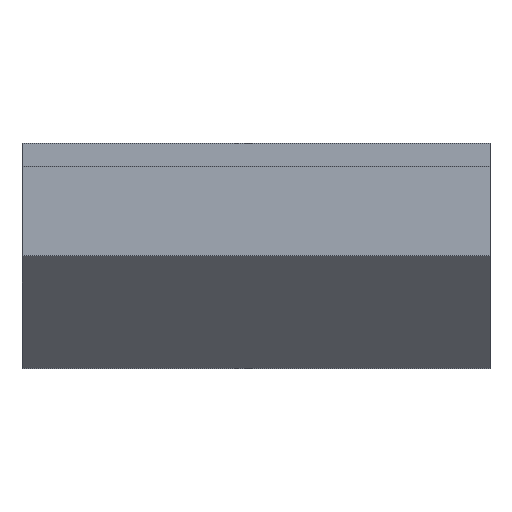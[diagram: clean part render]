
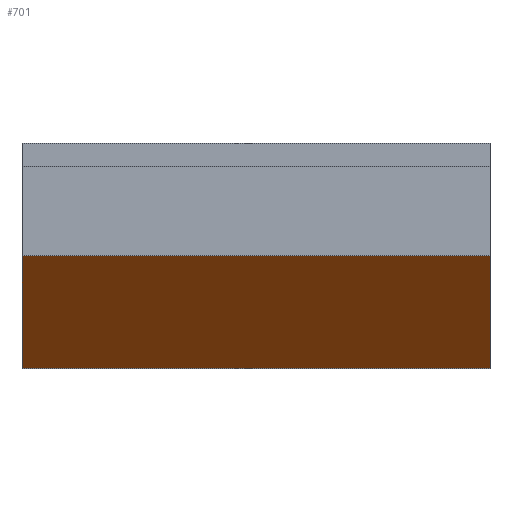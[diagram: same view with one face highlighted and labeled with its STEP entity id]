
A CAD part, top view. The second image highlights one B-rep face of the part: STEP entity #701.
In plain terms, the highlighted planar face has unit normal (0, -0.707, 0.707).
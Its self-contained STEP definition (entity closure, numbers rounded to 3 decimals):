
#484 = VERTEX_POINT('',#485);
#485 = CARTESIAN_POINT('',(0.,0.,7.1));
#492 = PLANE('',#493);
#493 = AXIS2_PLACEMENT_3D('',#494,#495,#496);
#494 = CARTESIAN_POINT('',(0.,0.,0.));
#495 = DIRECTION('',(1.,0.,0.));
#496 = DIRECTION('',(0.,0.,1.));
#504 = PLANE('',#505);
#505 = AXIS2_PLACEMENT_3D('',#506,#507,#508);
#506 = CARTESIAN_POINT('',(0.,0.,0.));
#507 = DIRECTION('',(0.,1.,0.));
#508 = DIRECTION('',(0.,0.,1.));
#573 = VERTEX_POINT('',#574);
#574 = CARTESIAN_POINT('',(0.,2.4,9.5));
#588 = PLANE('',#589);
#589 = AXIS2_PLACEMENT_3D('',#590,#591,#592);
#590 = CARTESIAN_POINT('',(0.,0.,9.5));
#591 = DIRECTION('',(0.,0.,1.));
#592 = DIRECTION('',(1.,0.,0.));
#600 = EDGE_CURVE('',#484,#573,#601,.T.);
#601 = SURFACE_CURVE('',#602,(#606,#613),.PCURVE_S1.);
#602 = LINE('',#603,#604);
#603 = CARTESIAN_POINT('',(0.,-1.175,5.925));
#604 = VECTOR('',#605,1.);
#605 = DIRECTION('',(-0.,0.707,0.707));
#606 = PCURVE('',#492,#607);
#607 = DEFINITIONAL_REPRESENTATION('',(#608),#612);
#608 = LINE('',#609,#610);
#609 = CARTESIAN_POINT('',(5.925,1.175));
#610 = VECTOR('',#611,1.);
#611 = DIRECTION('',(0.707,-0.707));
#612 = ( GEOMETRIC_REPRESENTATION_CONTEXT(2) 
PARAMETRIC_REPRESENTATION_CONTEXT() REPRESENTATION_CONTEXT('2D SPACE',''
  ) );
#613 = PCURVE('',#614,#619);
#614 = PLANE('',#615);
#615 = AXIS2_PLACEMENT_3D('',#616,#617,#618);
#616 = CARTESIAN_POINT('',(0.,1.2,8.3));
#617 = DIRECTION('',(0.,0.707,-0.707));
#618 = DIRECTION('',(-1.,-0.,-0.));
#619 = DEFINITIONAL_REPRESENTATION('',(#620),#624);
#620 = LINE('',#621,#622);
#621 = CARTESIAN_POINT('',(-0.,-3.359));
#622 = VECTOR('',#623,1.);
#623 = DIRECTION('',(-0.,1.));
#624 = ( GEOMETRIC_REPRESENTATION_CONTEXT(2) 
PARAMETRIC_REPRESENTATION_CONTEXT() REPRESENTATION_CONTEXT('2D SPACE',''
  ) );
#632 = VERTEX_POINT('',#633);
#633 = CARTESIAN_POINT('',(10.,0.,7.1));
#647 = PLANE('',#648);
#648 = AXIS2_PLACEMENT_3D('',#649,#650,#651);
#649 = CARTESIAN_POINT('',(10.,0.,0.));
#650 = DIRECTION('',(1.,0.,0.));
#651 = DIRECTION('',(0.,0.,1.));
#681 = EDGE_CURVE('',#484,#632,#682,.T.);
#682 = SURFACE_CURVE('',#683,(#687,#694),.PCURVE_S1.);
#683 = LINE('',#684,#685);
#684 = CARTESIAN_POINT('',(0.,0.,7.1));
#685 = VECTOR('',#686,1.);
#686 = DIRECTION('',(1.,0.,0.));
#687 = PCURVE('',#504,#688);
#688 = DEFINITIONAL_REPRESENTATION('',(#689),#693);
#689 = LINE('',#690,#691);
#690 = CARTESIAN_POINT('',(7.1,0.));
#691 = VECTOR('',#692,1.);
#692 = DIRECTION('',(0.,1.));
#693 = ( GEOMETRIC_REPRESENTATION_CONTEXT(2) 
PARAMETRIC_REPRESENTATION_CONTEXT() REPRESENTATION_CONTEXT('2D SPACE',''
  ) );
#694 = PCURVE('',#614,#695);
#695 = DEFINITIONAL_REPRESENTATION('',(#696),#700);
#696 = LINE('',#697,#698);
#697 = CARTESIAN_POINT('',(-0.,-1.697));
#698 = VECTOR('',#699,1.);
#699 = DIRECTION('',(-1.,0.));
#700 = ( GEOMETRIC_REPRESENTATION_CONTEXT(2) 
PARAMETRIC_REPRESENTATION_CONTEXT() REPRESENTATION_CONTEXT('2D SPACE',''
  ) );
#701 = ADVANCED_FACE('',(#702),#614,.F.);
#702 = FACE_BOUND('',#703,.T.);
#703 = EDGE_LOOP('',(#704,#705,#706,#729));
#704 = ORIENTED_EDGE('',*,*,#600,.F.);
#705 = ORIENTED_EDGE('',*,*,#681,.T.);
#706 = ORIENTED_EDGE('',*,*,#707,.T.);
#707 = EDGE_CURVE('',#632,#708,#710,.T.);
#708 = VERTEX_POINT('',#709);
#709 = CARTESIAN_POINT('',(10.,2.4,9.5));
#710 = SURFACE_CURVE('',#711,(#715,#722),.PCURVE_S1.);
#711 = LINE('',#712,#713);
#712 = CARTESIAN_POINT('',(10.,-1.175,5.925));
#713 = VECTOR('',#714,1.);
#714 = DIRECTION('',(-0.,0.707,0.707));
#715 = PCURVE('',#614,#716);
#716 = DEFINITIONAL_REPRESENTATION('',(#717),#721);
#717 = LINE('',#718,#719);
#718 = CARTESIAN_POINT('',(-10.,-3.359));
#719 = VECTOR('',#720,1.);
#720 = DIRECTION('',(-0.,1.));
#721 = ( GEOMETRIC_REPRESENTATION_CONTEXT(2) 
PARAMETRIC_REPRESENTATION_CONTEXT() REPRESENTATION_CONTEXT('2D SPACE',''
  ) );
#722 = PCURVE('',#647,#723);
#723 = DEFINITIONAL_REPRESENTATION('',(#724),#728);
#724 = LINE('',#725,#726);
#725 = CARTESIAN_POINT('',(5.925,1.175));
#726 = VECTOR('',#727,1.);
#727 = DIRECTION('',(0.707,-0.707));
#728 = ( GEOMETRIC_REPRESENTATION_CONTEXT(2) 
PARAMETRIC_REPRESENTATION_CONTEXT() REPRESENTATION_CONTEXT('2D SPACE',''
  ) );
#729 = ORIENTED_EDGE('',*,*,#730,.F.);
#730 = EDGE_CURVE('',#573,#708,#731,.T.);
#731 = SURFACE_CURVE('',#732,(#736,#743),.PCURVE_S1.);
#732 = LINE('',#733,#734);
#733 = CARTESIAN_POINT('',(0.,2.4,9.5));
#734 = VECTOR('',#735,1.);
#735 = DIRECTION('',(1.,0.,0.));
#736 = PCURVE('',#614,#737);
#737 = DEFINITIONAL_REPRESENTATION('',(#738),#742);
#738 = LINE('',#739,#740);
#739 = CARTESIAN_POINT('',(-0.,1.697));
#740 = VECTOR('',#741,1.);
#741 = DIRECTION('',(-1.,0.));
#742 = ( GEOMETRIC_REPRESENTATION_CONTEXT(2) 
PARAMETRIC_REPRESENTATION_CONTEXT() REPRESENTATION_CONTEXT('2D SPACE',''
  ) );
#743 = PCURVE('',#588,#744);
#744 = DEFINITIONAL_REPRESENTATION('',(#745),#749);
#745 = LINE('',#746,#747);
#746 = CARTESIAN_POINT('',(0.,2.4));
#747 = VECTOR('',#748,1.);
#748 = DIRECTION('',(1.,0.));
#749 = ( GEOMETRIC_REPRESENTATION_CONTEXT(2) 
PARAMETRIC_REPRESENTATION_CONTEXT() REPRESENTATION_CONTEXT('2D SPACE',''
  ) );
